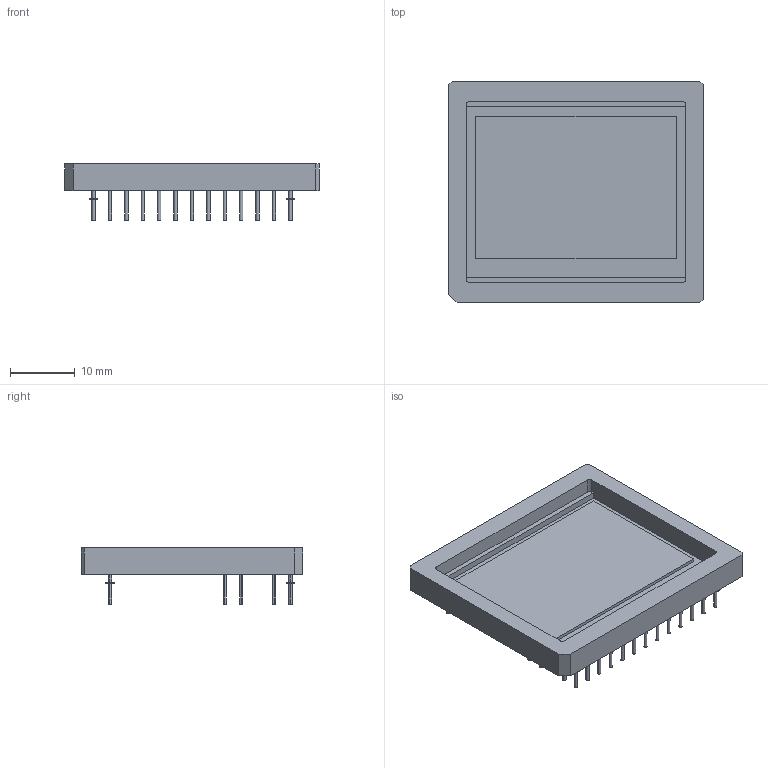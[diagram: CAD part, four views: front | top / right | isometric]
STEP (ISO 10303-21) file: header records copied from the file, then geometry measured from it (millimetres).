
FILE_DESCRIPTION((''),'2;1');
FILE_NAME('CMOSIS_CHR70M_Part1.stp','2013-08-28T16:21:58',(''),(''),'Mechanical Desktop 2011','Mechanical Desktop 2011',', , ');
FILE_SCHEMA(('AUTOMOTIVE_DESIGN { 1 2 10303 214 1 1 1 1 }'));
Length unit declared in the file: millimetre
Products named in the file (1): Product
Bounding box: 39.39 x 34.34 x 8.71 mm (x, y, z)
Volume: 2888.5 mm3; surface area: 5644.1 mm2
Topology: 67 solids, 67 shells, 313 faces, 510 edges, 340 vertices
Faces by surface type: plane 163, cylinder 150
Entity records: 7337 total; most frequent: DIRECTION 1438, CARTESIAN_POINT 1164, ORIENTED_EDGE 1020, AXIS2_PLACEMENT_3D 614, EDGE_CURVE 510, VERTEX_POINT 340, EDGE_LOOP 322, FACE_OUTER_BOUND 313
